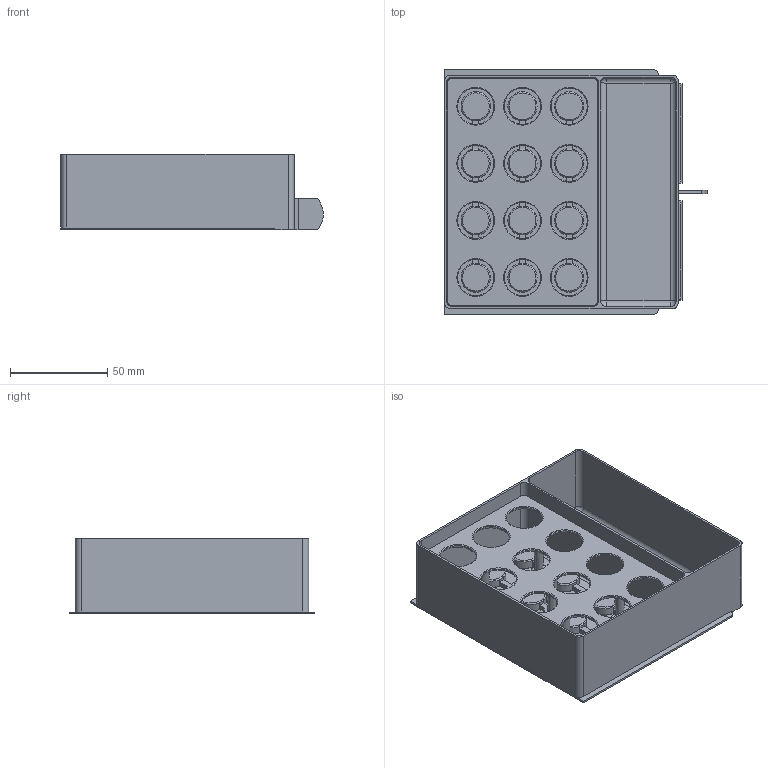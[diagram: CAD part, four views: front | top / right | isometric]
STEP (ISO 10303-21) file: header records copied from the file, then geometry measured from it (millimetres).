
FILE_DESCRIPTION(('FreeCAD Model'),'2;1');
FILE_NAME('StorageDrawerAssembled.step','2021-02-16T12:18:22',( 'Author'),(''),'Open CASCADE STEP processor 7.3','FreeCAD','Unknown' );
FILE_SCHEMA(('AUTOMOTIVE_DESIGN { 1 0 10303 214 1 1 1 1 }'));
Length unit declared in the file: millimetre
Products named in the file (3): Reception_Top; Reception_Bottom; Drawer_02_Comp_E_2U
Bounding box: 135.02 x 126 x 39 mm (x, y, z)
Volume: 63990 mm3; surface area: 101311.2 mm2
Topology: 3 solids, 3 shells, 477 faces, 1193 edges, 714 vertices
Faces by surface type: plane 284, cone 87, cylinder 87, torus 10, sphere 8, bspline 1
Full cylindrical faces by diameter (mm): 4 x5, 4.05 x5, 18.6 x12
Entity records: 32662 total; most frequent: CARTESIAN_POINT 8591, DIRECTION 4619, LINE 2717, VECTOR 2717, ORIENTED_EDGE 2370, PCURVE 2370, DEFINITIONAL_REPRESENTATION 2370, EDGE_CURVE 1185
